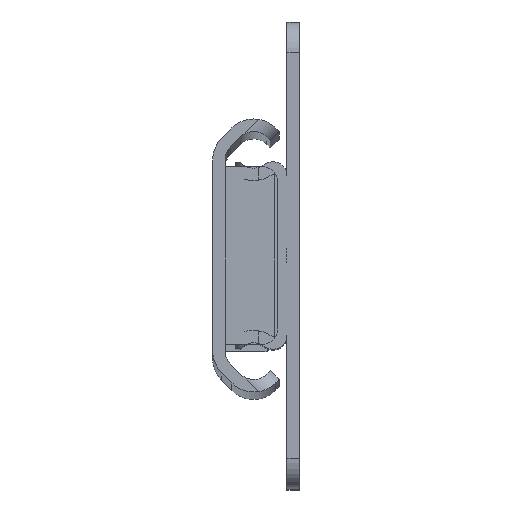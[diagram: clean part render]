
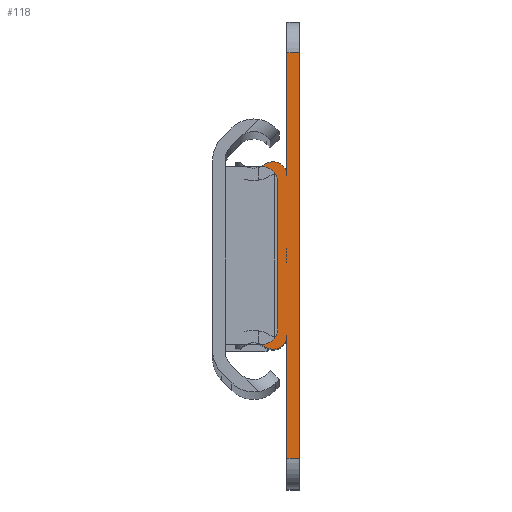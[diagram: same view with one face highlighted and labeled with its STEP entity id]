
A CAD part, top view. The second image highlights one B-rep face of the part: STEP entity #118.
In plain terms, the highlighted planar face has unit normal (0, 0, 1).
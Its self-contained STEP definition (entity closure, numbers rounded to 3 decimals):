
#4 = CIRCLE ( 'NONE', #2344, 1.8 ) ;
#38 = EDGE_CURVE ( 'NONE', #1367, #2985, #2192, .T. ) ;
#39 = DIRECTION ( 'NONE',  ( 0., 0., 1. ) ) ;
#49 = CARTESIAN_POINT ( 'NONE',  ( 0., 0., 0. ) ) ;
#83 = LINE ( 'NONE', #2278, #3733 ) ;
#101 = DIRECTION ( 'NONE',  ( 0., -1., 0. ) ) ;
#118 = ADVANCED_FACE ( 'NONE', ( #2518 ), #2202, .T. ) ;
#123 = LINE ( 'NONE', #1647, #772 ) ;
#206 = LINE ( 'NONE', #1732, #520 ) ;
#218 = DIRECTION ( 'NONE',  ( 0., 0., -1. ) ) ;
#235 = ORIENTED_EDGE ( 'NONE', *, *, #2280, .T. ) ;
#275 = ORIENTED_EDGE ( 'NONE', *, *, #3242, .T. ) ;
#312 = CARTESIAN_POINT ( 'NONE',  ( -3.7, 9.735, 0. ) ) ;
#356 = EDGE_CURVE ( 'NONE', #3473, #635, #4, .T. ) ;
#371 = DIRECTION ( 'NONE',  ( 1., 0., 0. ) ) ;
#379 = DIRECTION ( 'NONE',  ( 1., 0., 0. ) ) ;
#424 = DIRECTION ( 'NONE',  ( 1., 0., 0. ) ) ;
#520 = VECTOR ( 'NONE', #1750, 1000. ) ;
#523 = VECTOR ( 'NONE', #3249, 1000. ) ;
#552 = ORIENTED_EDGE ( 'NONE', *, *, #2976, .T. ) ;
#593 = EDGE_CURVE ( 'NONE', #928, #2057, #2839, .T. ) ;
#594 = CIRCLE ( 'NONE', #2612, 1.8 ) ;
#603 = VECTOR ( 'NONE', #3853, 1000. ) ;
#635 = VERTEX_POINT ( 'NONE', #2541 ) ;
#653 = VERTEX_POINT ( 'NONE', #2613 ) ;
#718 = CARTESIAN_POINT ( 'NONE',  ( -2.877, -11.763, 0. ) ) ;
#758 = CIRCLE ( 'NONE', #2006, 0.2 ) ;
#772 = VECTOR ( 'NONE', #2201, 1000. ) ;
#778 = ORIENTED_EDGE ( 'NONE', *, *, #593, .T. ) ;
#824 = CARTESIAN_POINT ( 'NONE',  ( -1.6, 10.32, 0. ) ) ;
#860 = AXIS2_PLACEMENT_3D ( 'NONE', #1153, #218, #2911 ) ;
#928 = VERTEX_POINT ( 'NONE', #2508 ) ;
#941 = VECTOR ( 'NONE', #371, 1000. ) ;
#949 = ORIENTED_EDGE ( 'NONE', *, *, #1686, .T. ) ;
#1004 = VERTEX_POINT ( 'NONE', #3537 ) ;
#1061 = CARTESIAN_POINT ( 'NONE',  ( 0., 10.32, 0. ) ) ;
#1068 = CIRCLE ( 'NONE', #3208, 3.98 ) ;
#1087 = ORIENTED_EDGE ( 'NONE', *, *, #1986, .T. ) ;
#1134 = CARTESIAN_POINT ( 'NONE',  ( -3.7, 10.32, 0. ) ) ;
#1152 = DIRECTION ( 'NONE',  ( 0., 0., -1. ) ) ;
#1153 = CARTESIAN_POINT ( 'NONE',  ( -4.3, -13.67, 0. ) ) ;
#1174 = LINE ( 'NONE', #3540, #603 ) ;
#1188 = DIRECTION ( 'NONE',  ( 0., -1., 0. ) ) ;
#1206 = DIRECTION ( 'NONE',  ( 1., 0., 0. ) ) ;
#1228 = VERTEX_POINT ( 'NONE', #312 ) ;
#1243 = LINE ( 'NONE', #49, #1409 ) ;
#1291 = DIRECTION ( 'NONE',  ( 0., 0., 1. ) ) ;
#1367 = VERTEX_POINT ( 'NONE', #1752 ) ;
#1409 = VECTOR ( 'NONE', #1188, 1000. ) ;
#1423 = DIRECTION ( 'NONE',  ( 1., 0., 0. ) ) ;
#1444 = CARTESIAN_POINT ( 'NONE',  ( -3.7, 10.32, 0. ) ) ;
#1447 = CARTESIAN_POINT ( 'NONE',  ( -4.3, 13.67, 0. ) ) ;
#1461 = AXIS2_PLACEMENT_3D ( 'NONE', #3412, #1291, #379 ) ;
#1475 = ORIENTED_EDGE ( 'NONE', *, *, #38, .T. ) ;
#1476 = VERTEX_POINT ( 'NONE', #2258 ) ;
#1598 = ORIENTED_EDGE ( 'NONE', *, *, #3732, .T. ) ;
#1633 = CARTESIAN_POINT ( 'NONE',  ( -1.6, -10.32, 0. ) ) ;
#1647 = CARTESIAN_POINT ( 'NONE',  ( 1.6, -30.2, 0. ) ) ;
#1649 = EDGE_CURVE ( 'NONE', #2985, #2868, #1174, .T. ) ;
#1686 = EDGE_CURVE ( 'NONE', #2425, #653, #3500, .T. ) ;
#1704 = DIRECTION ( 'NONE',  ( 0., 0., -1. ) ) ;
#1732 = CARTESIAN_POINT ( 'NONE',  ( 0., 26.2, 0. ) ) ;
#1750 = DIRECTION ( 'NONE',  ( -1., 0., 0. ) ) ;
#1752 = CARTESIAN_POINT ( 'NONE',  ( -1.92, 10.48, 0. ) ) ;
#1859 = CARTESIAN_POINT ( 'NONE',  ( -1.8, -10.32, 0. ) ) ;
#1881 = VECTOR ( 'NONE', #2652, 1000. ) ;
#1935 = CIRCLE ( 'NONE', #860, 2.38 ) ;
#1972 = CARTESIAN_POINT ( 'NONE',  ( -3.7, -11.367, 0. ) ) ;
#1986 = EDGE_CURVE ( 'NONE', #3744, #2290, #3087, .T. ) ;
#2006 = AXIS2_PLACEMENT_3D ( 'NONE', #2629, #1152, #3265 ) ;
#2057 = VERTEX_POINT ( 'NONE', #1972 ) ;
#2072 = DIRECTION ( 'NONE',  ( 0., 0., 1. ) ) ;
#2084 = CARTESIAN_POINT ( 'NONE',  ( -1.8, 10.32, 0. ) ) ;
#2089 = CARTESIAN_POINT ( 'NONE',  ( 1.6, -26.2, 0. ) ) ;
#2091 = ORIENTED_EDGE ( 'NONE', *, *, #3812, .T. ) ;
#2192 = CIRCLE ( 'NONE', #2698, 0.2 ) ;
#2201 = DIRECTION ( 'NONE',  ( 0., -1., 0. ) ) ;
#2202 = PLANE ( 'NONE',  #1461 ) ;
#2254 = EDGE_CURVE ( 'NONE', #2787, #2425, #594, .T. ) ;
#2258 = CARTESIAN_POINT ( 'NONE',  ( 0., 26.2, 0. ) ) ;
#2278 = CARTESIAN_POINT ( 'NONE',  ( 0., 0., 0. ) ) ;
#2280 = EDGE_CURVE ( 'NONE', #635, #3744, #1243, .T. ) ;
#2285 = VERTEX_POINT ( 'NONE', #3318 ) ;
#2290 = VERTEX_POINT ( 'NONE', #2089 ) ;
#2317 = AXIS2_PLACEMENT_3D ( 'NONE', #2800, #3141, #424 ) ;
#2344 = AXIS2_PLACEMENT_3D ( 'NONE', #1859, #39, #3075 ) ;
#2419 = EDGE_CURVE ( 'NONE', #1228, #1367, #2443, .T. ) ;
#2425 = VERTEX_POINT ( 'NONE', #3160 ) ;
#2429 = ORIENTED_EDGE ( 'NONE', *, *, #2419, .T. ) ;
#2443 = CIRCLE ( 'NONE', #2317, 3.98 ) ;
#2462 = DIRECTION ( 'NONE',  ( 0., 0., -1. ) ) ;
#2465 = ORIENTED_EDGE ( 'NONE', *, *, #3805, .T. ) ;
#2485 = ORIENTED_EDGE ( 'NONE', *, *, #3229, .F. ) ;
#2508 = CARTESIAN_POINT ( 'NONE',  ( -3.7, -9.735, 0. ) ) ;
#2518 = FACE_OUTER_BOUND ( 'NONE', #2957, .T. ) ;
#2539 = EDGE_CURVE ( 'NONE', #2057, #3473, #1935, .T. ) ;
#2541 = CARTESIAN_POINT ( 'NONE',  ( 0., -10.32, 0. ) ) ;
#2571 = DIRECTION ( 'NONE',  ( 1., 0., 0. ) ) ;
#2612 = AXIS2_PLACEMENT_3D ( 'NONE', #2762, #2072, #1206 ) ;
#2613 = CARTESIAN_POINT ( 'NONE',  ( -3.7, 11.367, 0. ) ) ;
#2629 = CARTESIAN_POINT ( 'NONE',  ( -1.8, -10.32, 0. ) ) ;
#2652 = DIRECTION ( 'NONE',  ( 0., -1., 0. ) ) ;
#2698 = AXIS2_PLACEMENT_3D ( 'NONE', #2084, #2462, #3314 ) ;
#2762 = CARTESIAN_POINT ( 'NONE',  ( -1.8, 10.32, 0. ) ) ;
#2787 = VERTEX_POINT ( 'NONE', #1061 ) ;
#2800 = CARTESIAN_POINT ( 'NONE',  ( -4.3, 13.67, 0. ) ) ;
#2839 = LINE ( 'NONE', #1134, #523 ) ;
#2868 = VERTEX_POINT ( 'NONE', #1633 ) ;
#2911 = DIRECTION ( 'NONE',  ( 1., 0., 0. ) ) ;
#2921 = ORIENTED_EDGE ( 'NONE', *, *, #2539, .T. ) ;
#2950 = LINE ( 'NONE', #1444, #1881 ) ;
#2957 = EDGE_LOOP ( 'NONE', ( #235, #1087, #2485, #552, #275, #3084, #949, #2465, #2429, #1475, #3670, #2091, #1598, #778, #2921, #3046 ) ) ;
#2973 = DIRECTION ( 'NONE',  ( 0., 0., 1. ) ) ;
#2976 = EDGE_CURVE ( 'NONE', #2285, #1476, #206, .T. ) ;
#2985 = VERTEX_POINT ( 'NONE', #824 ) ;
#3046 = ORIENTED_EDGE ( 'NONE', *, *, #356, .T. ) ;
#3075 = DIRECTION ( 'NONE',  ( 1., 0., 0. ) ) ;
#3084 = ORIENTED_EDGE ( 'NONE', *, *, #2254, .T. ) ;
#3087 = LINE ( 'NONE', #3693, #941 ) ;
#3141 = DIRECTION ( 'NONE',  ( 0., 0., 1. ) ) ;
#3160 = CARTESIAN_POINT ( 'NONE',  ( -2.877, 11.763, 0. ) ) ;
#3191 = AXIS2_PLACEMENT_3D ( 'NONE', #1447, #1704, #1423 ) ;
#3208 = AXIS2_PLACEMENT_3D ( 'NONE', #3829, #2973, #2571 ) ;
#3229 = EDGE_CURVE ( 'NONE', #2285, #2290, #123, .T. ) ;
#3242 = EDGE_CURVE ( 'NONE', #1476, #2787, #83, .T. ) ;
#3249 = DIRECTION ( 'NONE',  ( 0., -1., 0. ) ) ;
#3265 = DIRECTION ( 'NONE',  ( 1., 0., 0. ) ) ;
#3314 = DIRECTION ( 'NONE',  ( 1., 0., 0. ) ) ;
#3318 = CARTESIAN_POINT ( 'NONE',  ( 1.6, 26.2, 0. ) ) ;
#3412 = CARTESIAN_POINT ( 'NONE',  ( -1.8, 10.32, 0. ) ) ;
#3473 = VERTEX_POINT ( 'NONE', #718 ) ;
#3500 = CIRCLE ( 'NONE', #3191, 2.38 ) ;
#3537 = CARTESIAN_POINT ( 'NONE',  ( -1.92, -10.48, 0. ) ) ;
#3538 = CARTESIAN_POINT ( 'NONE',  ( 0., -26.2, 0. ) ) ;
#3540 = CARTESIAN_POINT ( 'NONE',  ( -1.6, 0., 0. ) ) ;
#3670 = ORIENTED_EDGE ( 'NONE', *, *, #1649, .T. ) ;
#3693 = CARTESIAN_POINT ( 'NONE',  ( 1.6, -26.2, 0. ) ) ;
#3732 = EDGE_CURVE ( 'NONE', #1004, #928, #1068, .T. ) ;
#3733 = VECTOR ( 'NONE', #101, 1000. ) ;
#3744 = VERTEX_POINT ( 'NONE', #3538 ) ;
#3805 = EDGE_CURVE ( 'NONE', #653, #1228, #2950, .T. ) ;
#3812 = EDGE_CURVE ( 'NONE', #2868, #1004, #758, .T. ) ;
#3829 = CARTESIAN_POINT ( 'NONE',  ( -4.3, -13.67, 0. ) ) ;
#3853 = DIRECTION ( 'NONE',  ( 0., -1., 0. ) ) ;
